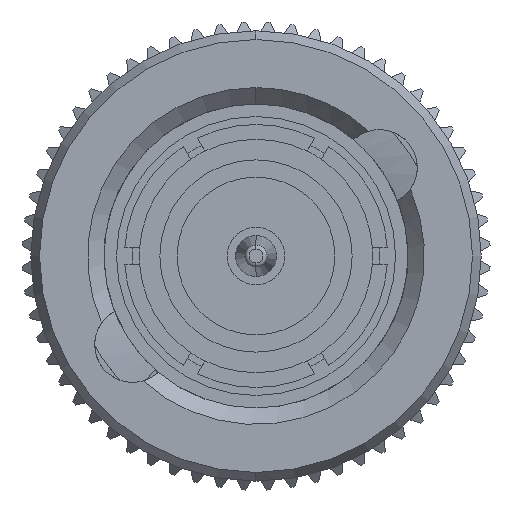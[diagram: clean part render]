
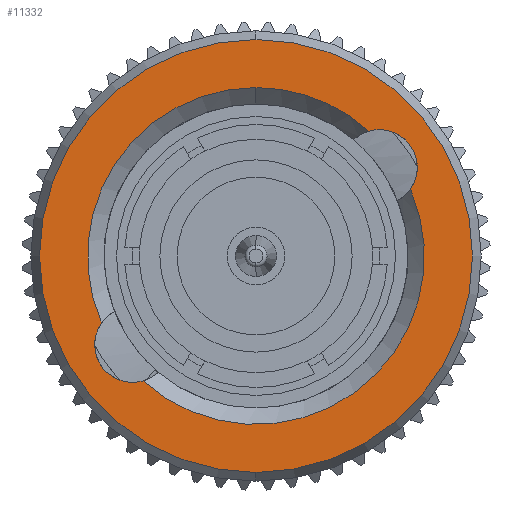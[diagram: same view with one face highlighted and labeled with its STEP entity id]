
A CAD part, left-side view. The second image highlights one B-rep face of the part: STEP entity #11332.
In plain terms, the highlighted planar face has unit normal (-1, 0, 0).
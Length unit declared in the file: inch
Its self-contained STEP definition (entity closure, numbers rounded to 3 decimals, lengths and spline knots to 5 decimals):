
#402 = DIRECTION ( 'NONE',  ( 0., 0., -1. ) ) ;
#470 = DIRECTION ( 'NONE',  ( -1., 0., 0. ) ) ;
#620 = DIRECTION ( 'NONE',  ( 1., 0., 0. ) ) ;
#667 = DIRECTION ( 'NONE',  ( 0., 0., -1. ) ) ;
#748 = CARTESIAN_POINT ( 'NONE',  ( 0.33873, 0., 0. ) ) ;
#1186 = AXIS2_PLACEMENT_3D ( 'NONE', #10430, #470, #12717 ) ;
#1222 = CIRCLE ( 'NONE', #8432, 0.046 ) ;
#1295 = AXIS2_PLACEMENT_3D ( 'NONE', #13958, #8636, #6294 ) ;
#1576 = VERTEX_POINT ( 'NONE', #13308 ) ;
#1829 = EDGE_CURVE ( 'NONE', #10438, #10230, #12647, .T. ) ;
#2281 = VERTEX_POINT ( 'NONE', #10065 ) ;
#2706 = CIRCLE ( 'NONE', #1186, 0.26339 ) ;
#3045 = CIRCLE ( 'NONE', #3362, 0.20494 ) ;
#3056 = EDGE_CURVE ( 'NONE', #2281, #11983, #10718, .T. ) ;
#3245 = AXIS2_PLACEMENT_3D ( 'NONE', #7601, #11804, #8964 ) ;
#3328 = ORIENTED_EDGE ( 'NONE', *, *, #1829, .T. ) ;
#3362 = AXIS2_PLACEMENT_3D ( 'NONE', #748, #5322, #9688 ) ;
#3580 = DIRECTION ( 'NONE',  ( 0., 0., -1. ) ) ;
#3656 = EDGE_CURVE ( 'NONE', #4549, #11983, #1222, .T. ) ;
#3754 = CARTESIAN_POINT ( 'NONE',  ( 0.33873, -0.15026, 0.15382 ) ) ;
#4446 = ORIENTED_EDGE ( 'NONE', *, *, #7085, .F. ) ;
#4549 = VERTEX_POINT ( 'NONE', #12129 ) ;
#4562 = EDGE_CURVE ( 'NONE', #2281, #11770, #8906, .T. ) ;
#4790 = ORIENTED_EDGE ( 'NONE', *, *, #9203, .T. ) ;
#4807 = ORIENTED_EDGE ( 'NONE', *, *, #4562, .F. ) ;
#5164 = CIRCLE ( 'NONE', #3245, 0.046 ) ;
#5322 = DIRECTION ( 'NONE',  ( 1., 0., 0. ) ) ;
#5328 = DIRECTION ( 'NONE',  ( 0., 0., -1. ) ) ;
#5766 = PLANE ( 'NONE',  #11524 ) ;
#5845 = DIRECTION ( 'NONE',  ( 1., 0., 0. ) ) ;
#6002 = CARTESIAN_POINT ( 'NONE',  ( 0.33873, 0., 0. ) ) ;
#6294 = DIRECTION ( 'NONE',  ( 0., 0., 1. ) ) ;
#6841 = CARTESIAN_POINT ( 'NONE',  ( 0.33873, 0., -0.26339 ) ) ;
#7082 = ORIENTED_EDGE ( 'NONE', *, *, #3056, .T. ) ;
#7085 = EDGE_CURVE ( 'NONE', #11770, #1576, #5164, .T. ) ;
#7295 = ORIENTED_EDGE ( 'NONE', *, *, #8869, .T. ) ;
#7535 = CARTESIAN_POINT ( 'NONE',  ( 0.33873, -0.15026, 0.10782 ) ) ;
#7596 = AXIS2_PLACEMENT_3D ( 'NONE', #7535, #11053, #5328 ) ;
#7601 = CARTESIAN_POINT ( 'NONE',  ( 0.33873, -0.15026, 0.10782 ) ) ;
#8086 = CARTESIAN_POINT ( 'NONE',  ( 0.33873, 0., 0.20494 ) ) ;
#8366 = DIRECTION ( 'NONE',  ( 0., 0., 1. ) ) ;
#8432 = AXIS2_PLACEMENT_3D ( 'NONE', #12840, #13894, #8366 ) ;
#8434 = VERTEX_POINT ( 'NONE', #8086 ) ;
#8636 = DIRECTION ( 'NONE',  ( -1., 0., 0. ) ) ;
#8869 = EDGE_CURVE ( 'NONE', #4549, #8434, #3045, .T. ) ;
#8906 = CIRCLE ( 'NONE', #7596, 0.046 ) ;
#8964 = DIRECTION ( 'NONE',  ( 0., 0., -1. ) ) ;
#9116 = DIRECTION ( 'NONE',  ( 1., 0., 0. ) ) ;
#9203 = EDGE_CURVE ( 'NONE', #10230, #10438, #2706, .T. ) ;
#9271 = AXIS2_PLACEMENT_3D ( 'NONE', #12746, #5845, #402 ) ;
#9625 = FACE_OUTER_BOUND ( 'NONE', #13171, .T. ) ;
#9688 = DIRECTION ( 'NONE',  ( 0., 0., -1. ) ) ;
#9746 = CARTESIAN_POINT ( 'NONE',  ( 0.33873, 0., -0.26339 ) ) ;
#10065 = CARTESIAN_POINT ( 'NONE',  ( 0.33873, -0.18802, 0.08154 ) ) ;
#10230 = VERTEX_POINT ( 'NONE', #13702 ) ;
#10430 = CARTESIAN_POINT ( 'NONE',  ( 0.33873, 0., 0. ) ) ;
#10438 = VERTEX_POINT ( 'NONE', #9746 ) ;
#10718 = CIRCLE ( 'NONE', #10920, 0.20494 ) ;
#10920 = AXIS2_PLACEMENT_3D ( 'NONE', #6002, #620, #667 ) ;
#11053 = DIRECTION ( 'NONE',  ( -1., 0., 0. ) ) ;
#11218 = FACE_BOUND ( 'NONE', #14136, .T. ) ;
#11332 = ADVANCED_FACE ( 'NONE', ( #9625, #11218 ), #5766, .F. ) ;
#11524 = AXIS2_PLACEMENT_3D ( 'NONE', #6841, #9116, #3580 ) ;
#11770 = VERTEX_POINT ( 'NONE', #3754 ) ;
#11804 = DIRECTION ( 'NONE',  ( -1., 0., 0. ) ) ;
#11983 = VERTEX_POINT ( 'NONE', #14413 ) ;
#12129 = CARTESIAN_POINT ( 'NONE',  ( 0.33873, 0.18802, -0.08154 ) ) ;
#12181 = CIRCLE ( 'NONE', #9271, 0.20494 ) ;
#12647 = CIRCLE ( 'NONE', #1295, 0.26339 ) ;
#12717 = DIRECTION ( 'NONE',  ( 0., 0., 1. ) ) ;
#12746 = CARTESIAN_POINT ( 'NONE',  ( 0.33873, 0., 0. ) ) ;
#12836 = ORIENTED_EDGE ( 'NONE', *, *, #3656, .F. ) ;
#12840 = CARTESIAN_POINT ( 'NONE',  ( 0.33873, 0.15026, -0.10782 ) ) ;
#13171 = EDGE_LOOP ( 'NONE', ( #3328, #4790 ) ) ;
#13308 = CARTESIAN_POINT ( 'NONE',  ( 0.33873, -0.13747, 0.152 ) ) ;
#13611 = EDGE_CURVE ( 'NONE', #8434, #1576, #12181, .T. ) ;
#13702 = CARTESIAN_POINT ( 'NONE',  ( 0.33873, 0., 0.26339 ) ) ;
#13894 = DIRECTION ( 'NONE',  ( -1., 0., 0. ) ) ;
#13958 = CARTESIAN_POINT ( 'NONE',  ( 0.33873, 0., 0. ) ) ;
#14136 = EDGE_LOOP ( 'NONE', ( #12836, #7295, #14255, #4446, #4807, #7082 ) ) ;
#14255 = ORIENTED_EDGE ( 'NONE', *, *, #13611, .T. ) ;
#14413 = CARTESIAN_POINT ( 'NONE',  ( 0.33873, 0.13747, -0.152 ) ) ;
